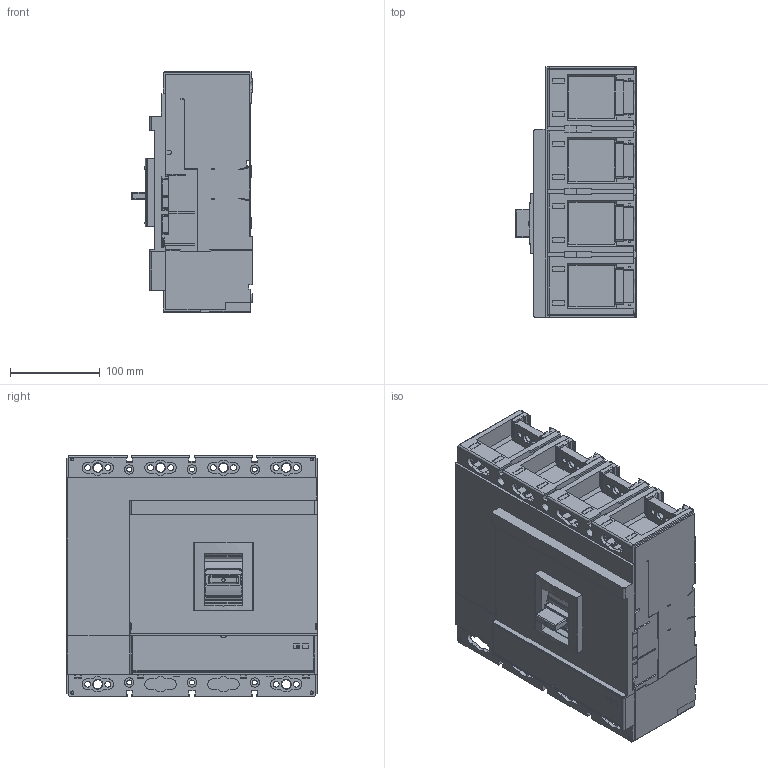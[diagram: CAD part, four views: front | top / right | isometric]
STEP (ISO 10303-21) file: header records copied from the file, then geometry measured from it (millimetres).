
FILE_DESCRIPTION((''),'2;1');
FILE_NAME('1SDH002065A1214_SR','2022-12-21T16:50:36',('ITMADEL7'),(''),'CREO PARAMETRIC BY PTC INC, 2019030','CREO PARAMETRIC BY PTC INC, 2019030','');
FILE_SCHEMA(('AUTOMOTIVE_DESIGN { 1 0 10303 214 1 1 1 1 }'));
Products named in the file (1): 1SDH002065A1214_SR
Bounding box: 134.12 x 279 x 268.2 mm (x, y, z)
Volume: 6868411.4 mm3; surface area: 406149.4 mm2
Topology: 1 solids, 16 shells, 3319 faces, 9839 edges, 6612 vertices
Faces by surface type: plane 2709, cylinder 564, cone 23, bspline 10, sphere 8, torus 5
Entity records: 120980 total; most frequent: CARTESIAN_POINT 23093, ORIENTED_EDGE 19642, DIRECTION 17784, EDGE_CURVE 9821, VECTOR 8131, LINE 8131, VERTEX_POINT 6608, AXIS2_PLACEMENT_3D 4825
